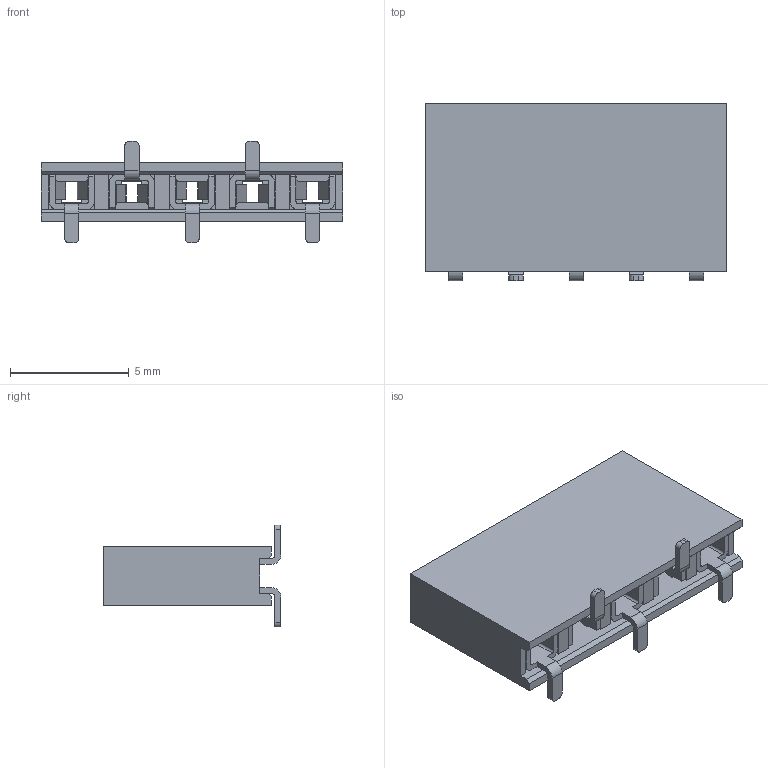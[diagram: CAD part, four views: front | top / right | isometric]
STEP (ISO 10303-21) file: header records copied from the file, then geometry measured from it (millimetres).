
FILE_DESCRIPTION (( 'STEP AP203' ), '1' );
FILE_NAME ('_ _ _C051KFXC-RC.STEP', '2016-08-15T09:08:08', ( 'LUANN HERRING' ), ( 'SULLINS' ), 'SwSTEP 2.0', 'SolidWorks 2015', '' );
FILE_SCHEMA (( 'CONFIG_CONTROL_DESIGN' ));
Length unit declared in the file: inch
Products named in the file (2): _ _ _C051KFXC-RC
Bounding box: 12.7 x 7.5 x 4.3 mm (x, y, z)
Volume: 151.7 mm3; surface area: 704.1 mm2
Topology: 6 solids, 6 shells, 517 faces, 1415 edges, 910 vertices
Faces by surface type: plane 297, cylinder 180, bspline 40
Entity records: 17636 total; most frequent: CARTESIAN_POINT 4364, ORIENTED_EDGE 2830, DIRECTION 2633, EDGE_CURVE 1415, LINE 995, VECTOR 995, VERTEX_POINT 910, AXIS2_PLACEMENT_3D 819
